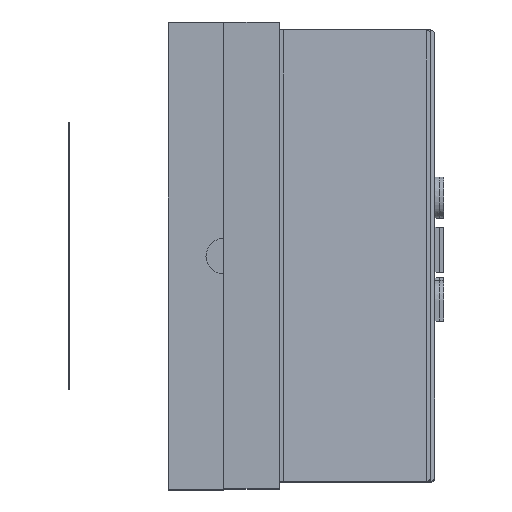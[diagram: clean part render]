
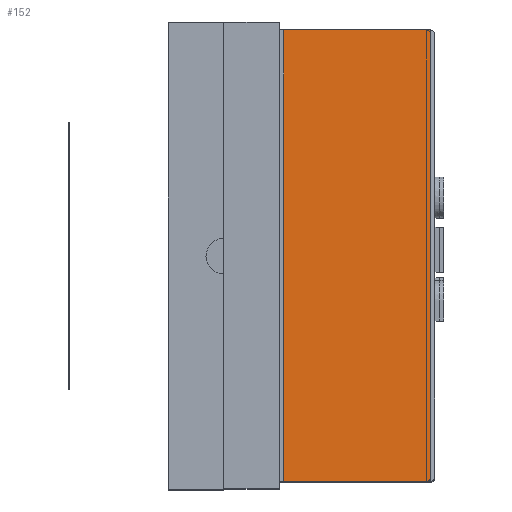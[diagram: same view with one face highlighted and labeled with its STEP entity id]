
A CAD part, top view. The second image highlights one B-rep face of the part: STEP entity #152.
In plain terms, the highlighted planar face has unit normal (0.051, 0, 0.999).
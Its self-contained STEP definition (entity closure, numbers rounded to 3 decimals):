
#152 = ADVANCED_FACE( '', ( #359 ), #360, .F. );
#359 = FACE_OUTER_BOUND( '', #631, .T. );
#360 = PLANE( '', #632 );
#631 = EDGE_LOOP( '', ( #978, #979, #980, #981, #982, #983 ) );
#632 = AXIS2_PLACEMENT_3D( '', #984, #985, #986 );
#978 = ORIENTED_EDGE( '', *, *, #1657, .T. );
#979 = ORIENTED_EDGE( '', *, *, #1658, .T. );
#980 = ORIENTED_EDGE( '', *, *, #1659, .F. );
#981 = ORIENTED_EDGE( '', *, *, #1643, .T. );
#982 = ORIENTED_EDGE( '', *, *, #1660, .T. );
#983 = ORIENTED_EDGE( '', *, *, #1661, .T. );
#984 = CARTESIAN_POINT( '', ( 1.25, 9.186, 4.435 ) );
#985 = DIRECTION( '', ( -0.051, 0., -0.999 ) );
#986 = DIRECTION( '', ( -0.999, 0., 0.051 ) );
#1643 = EDGE_CURVE( '', #1928, #1933, #1935, .T. );
#1657 = EDGE_CURVE( '', #1956, #1957, #1958, .T. );
#1658 = EDGE_CURVE( '', #1957, #1959, #1960, .F. );
#1659 = EDGE_CURVE( '', #1928, #1959, #1961, .T. );
#1660 = EDGE_CURVE( '', #1933, #1962, #1963, .T. );
#1661 = EDGE_CURVE( '', #1962, #1956, #1964, .F. );
#1928 = VERTEX_POINT( '', #2404 );
#1933 = VERTEX_POINT( '', #2411 );
#1935 = LINE( '', #2414, #2415 );
#1956 = VERTEX_POINT( '', #2461 );
#1957 = VERTEX_POINT( '', #2462 );
#1958 = LINE( '', #2463, #2464 );
#1959 = VERTEX_POINT( '', #2465 );
#1960 = ELLIPSE( '', #2466, 0.1, 0.1 );
#1961 = LINE( '', #2467, #2468 );
#1962 = VERTEX_POINT( '', #2469 );
#1963 = LINE( '', #2470, #2471 );
#1964 = ELLIPSE( '', #2472, 0.1, 0.1 );
#2404 = CARTESIAN_POINT( '', ( 1.25, 5.08, 4.435 ) );
#2411 = CARTESIAN_POINT( '', ( 1.25, -5.08, 4.435 ) );
#2414 = CARTESIAN_POINT( '', ( 1.25, 9.186, 4.435 ) );
#2415 = VECTOR( '', #2945, 1000. );
#2461 = CARTESIAN_POINT( '', ( 4.555, -5.08, 4.266 ) );
#2462 = CARTESIAN_POINT( '', ( 4.555, 5.08, 4.266 ) );
#2463 = CARTESIAN_POINT( '', ( 4.555, 5.08, 4.266 ) );
#2464 = VECTOR( '', #2956, 1000. );
#2465 = CARTESIAN_POINT( '', ( 4.55, 5.08, 4.267 ) );
#2466 = AXIS2_PLACEMENT_3D( '', #2957, #2958, #2959 );
#2467 = CARTESIAN_POINT( '', ( 5.093, 5.08, 4.239 ) );
#2468 = VECTOR( '', #2960, 1000. );
#2469 = CARTESIAN_POINT( '', ( 4.55, -5.08, 4.267 ) );
#2470 = CARTESIAN_POINT( '', ( 1.25, -5.08, 4.435 ) );
#2471 = VECTOR( '', #2961, 1000. );
#2472 = AXIS2_PLACEMENT_3D( '', #2962, #2963, #2964 );
#2945 = DIRECTION( '', ( 0., -1., 0. ) );
#2956 = DIRECTION( '', ( 0., 1., 0. ) );
#2957 = CARTESIAN_POINT( '', ( 4.55, 4.98, 4.267 ) );
#2958 = DIRECTION( '', ( -0.051, 0., -0.999 ) );
#2959 = DIRECTION( '', ( 0.999, 0., -0.051 ) );
#2960 = DIRECTION( '', ( 0.999, 0., -0.051 ) );
#2961 = DIRECTION( '', ( 0.999, 0., -0.051 ) );
#2962 = CARTESIAN_POINT( '', ( 4.55, -4.98, 4.267 ) );
#2963 = DIRECTION( '', ( -0.051, 0., -0.999 ) );
#2964 = DIRECTION( '', ( -0.999, 0., 0.051 ) );
